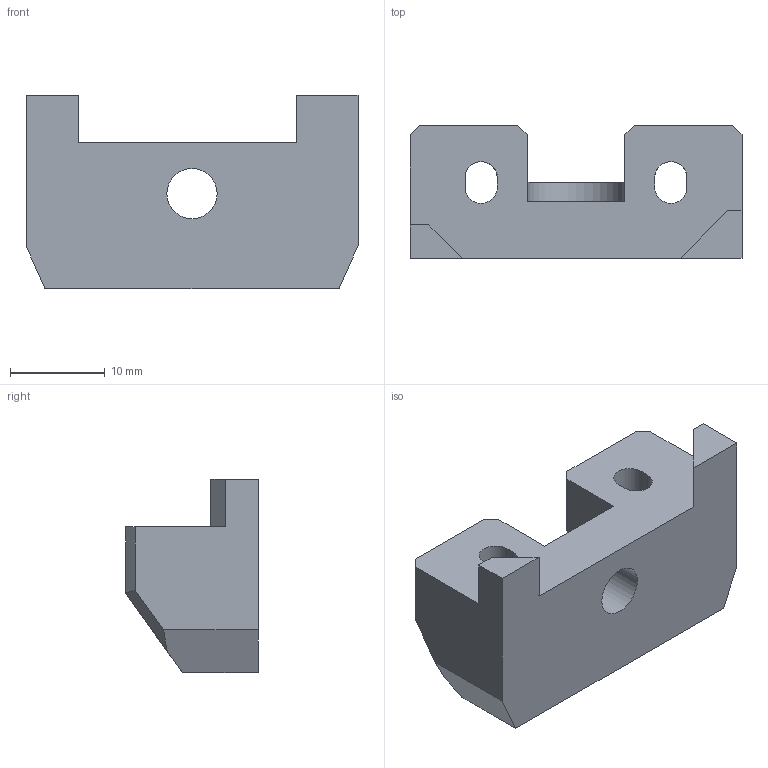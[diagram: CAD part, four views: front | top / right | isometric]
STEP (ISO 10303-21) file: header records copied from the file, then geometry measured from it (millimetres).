
FILE_DESCRIPTION(/* description */ (''),/* implementation_level */ '2;1');
FILE_NAME(/* name */ 'psu_lower_mount.step',/* time_stamp */ '2017-10-05T15:44:13+02:00',/* author */ ('gregsaun'),/* organization */ (''),/* preprocessor_version */ 'ST-DEVELOPER v16.13',/* originating_system */ 'Autodesk Translation Framework v6.5.0.72',/* authorisation */ '');
FILE_SCHEMA (('AUTOMOTIVE_DESIGN { 1 0 10303 214 3 1 1 }'));
Length unit declared in the file: millimetre
Products named in the file (1): psu_lower_mount v14
Bounding box: 35 x 14 x 20.35 mm (x, y, z)
Volume: 5094.2 mm3; surface area: 3068.2 mm2
Topology: 1 solids, 1 shells, 57 faces, 159 edges, 104 vertices
Faces by surface type: plane 47, cylinder 10
Full cylindrical faces by diameter (mm): 5.3 x1
Entity records: 1865 total; most frequent: CARTESIAN_POINT 321, ORIENTED_EDGE 318, DIRECTION 295, EDGE_CURVE 159, LINE 139, VECTOR 139, VERTEX_POINT 104, AXIS2_PLACEMENT_3D 78
